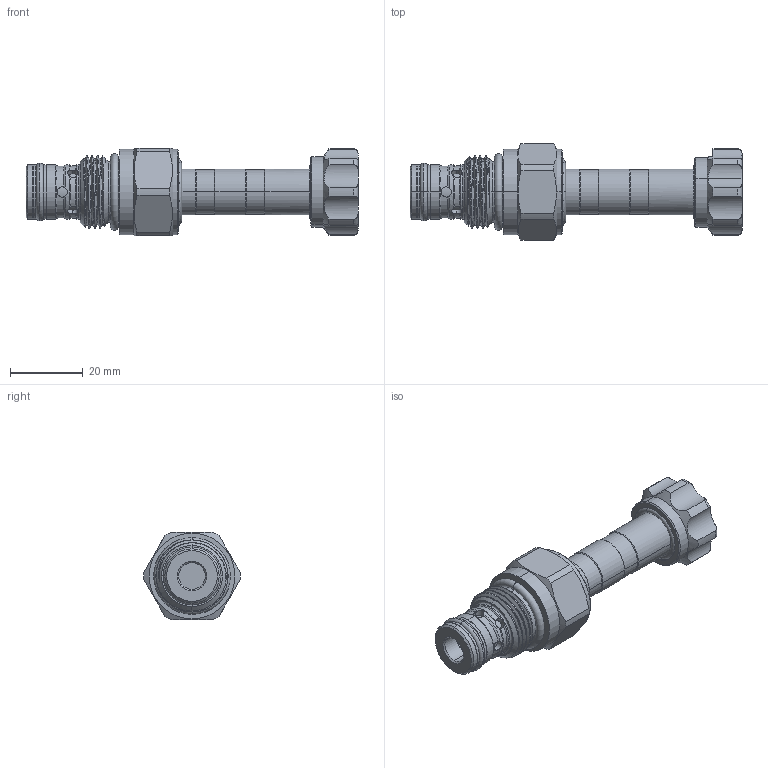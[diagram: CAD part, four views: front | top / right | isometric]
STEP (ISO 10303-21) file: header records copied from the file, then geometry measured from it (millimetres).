
FILE_DESCRIPTION (( 'STEP AP203' ), '1' );
FILE_NAME ('EP20M2A02N05.STEP', '2020-03-31T07:20:31', ( '' ), ( '' ), 'SwSTEP 2.0', 'SolidWorks 2018', '' );
FILE_SCHEMA (( 'CONFIG_CONTROL_DESIGN' ));
Length unit declared in the file: millimetre
Products named in the file (1): EP20M2A02N05
Bounding box: 91.55 x 26.69 x 24 mm (x, y, z)
Volume: 22046.1 mm3; surface area: 8308 mm2
Topology: 4 solids, 4 shells, 226 faces, 565 edges, 356 vertices
Faces by surface type: cylinder 123, cone 49, plane 25, torus 24, bspline 5
Entity records: 8823 total; most frequent: CARTESIAN_POINT 3500, ORIENTED_EDGE 1130, DIRECTION 1085, EDGE_CURVE 565, AXIS2_PLACEMENT_3D 466, VERTEX_POINT 356, CIRCLE 244, EDGE_LOOP 243
